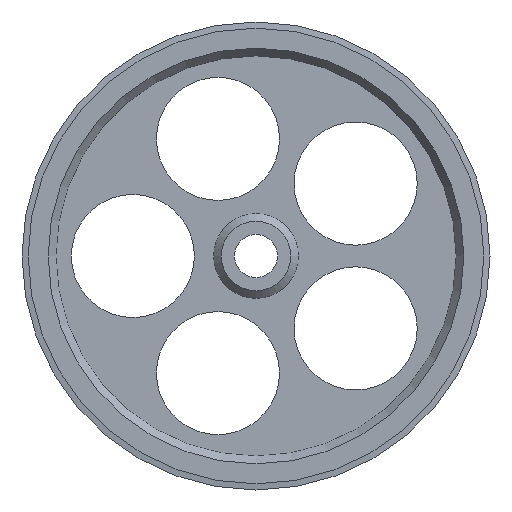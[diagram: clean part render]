
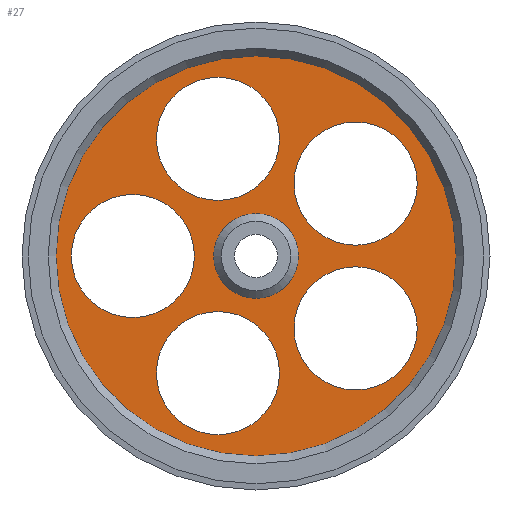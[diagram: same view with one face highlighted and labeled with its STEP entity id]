
A CAD part, left-side view. The second image highlights one B-rep face of the part: STEP entity #27.
In plain terms, the highlighted planar face has unit normal (-1, 0, 0).
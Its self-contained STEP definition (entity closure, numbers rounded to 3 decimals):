
#4 = EDGE_CURVE ( 'NONE', #172, #172, #53, .T. ) ;
#9 = VERTEX_POINT ( 'NONE', #222 ) ;
#16 = CARTESIAN_POINT ( 'NONE',  ( -2.5, -24.721, 47.023 ) ) ;
#27 = ADVANCED_FACE ( 'NONE', ( #545, #157, #640, #61, #667, #662, #127 ), #467, .F. ) ;
#29 = DIRECTION ( 'NONE',  ( 1., 0., 0. ) ) ;
#44 = DIRECTION ( 'NONE',  ( 0., 1., 0. ) ) ;
#53 = CIRCLE ( 'NONE', #492, 40. ) ;
#61 = FACE_BOUND ( 'NONE', #246, .T. ) ;
#97 = EDGE_LOOP ( 'NONE', ( #475 ) ) ;
#112 = VERTEX_POINT ( 'NONE', #495 ) ;
#127 = FACE_OUTER_BOUND ( 'NONE', #134, .T. ) ;
#134 = EDGE_LOOP ( 'NONE', ( #374 ) ) ;
#138 = CARTESIAN_POINT ( 'NONE',  ( -2.5, 80., 0. ) ) ;
#146 = DIRECTION ( 'NONE',  ( 0., 1., 0. ) ) ;
#155 = DIRECTION ( 'NONE',  ( 0., -1., 0. ) ) ;
#157 = FACE_BOUND ( 'NONE', #352, .T. ) ;
#165 = AXIS2_PLACEMENT_3D ( 'NONE', #476, #582, #44 ) ;
#172 = VERTEX_POINT ( 'NONE', #282 ) ;
#180 = EDGE_CURVE ( 'NONE', #553, #553, #511, .T. ) ;
#185 = CIRCLE ( 'NONE', #586, 40. ) ;
#187 = CARTESIAN_POINT ( 'NONE',  ( -2.5, 27.5, 0. ) ) ;
#195 = CARTESIAN_POINT ( 'NONE',  ( -2.5, 0., 0. ) ) ;
#199 = CIRCLE ( 'NONE', #165, 40. ) ;
#206 = DIRECTION ( 'NONE',  ( 1., 0., 0. ) ) ;
#209 = EDGE_CURVE ( 'NONE', #608, #608, #199, .T. ) ;
#218 = AXIS2_PLACEMENT_3D ( 'NONE', #195, #437, #155 ) ;
#220 = AXIS2_PLACEMENT_3D ( 'NONE', #689, #206, #624 ) ;
#222 = CARTESIAN_POINT ( 'NONE',  ( -2.5, -130., 0. ) ) ;
#238 = ORIENTED_EDGE ( 'NONE', *, *, #209, .T. ) ;
#239 = DIRECTION ( 'NONE',  ( 0., 1., 0. ) ) ;
#246 = EDGE_LOOP ( 'NONE', ( #418 ) ) ;
#269 = AXIS2_PLACEMENT_3D ( 'NONE', #187, #288, #554 ) ;
#271 = CARTESIAN_POINT ( 'NONE',  ( -2.5, 64.721, 76.085 ) ) ;
#274 = VERTEX_POINT ( 'NONE', #16 ) ;
#282 = CARTESIAN_POINT ( 'NONE',  ( -2.5, -24.721, -47.023 ) ) ;
#288 = DIRECTION ( 'NONE',  ( 1., 0., 0. ) ) ;
#289 = CIRCLE ( 'NONE', #218, 130. ) ;
#296 = DIRECTION ( 'NONE',  ( 0., -1., 0. ) ) ;
#299 = EDGE_CURVE ( 'NONE', #274, #274, #571, .T. ) ;
#301 = ORIENTED_EDGE ( 'NONE', *, *, #299, .T. ) ;
#314 = CARTESIAN_POINT ( 'NONE',  ( -2.5, 24.721, -76.085 ) ) ;
#322 = DIRECTION ( 'NONE',  ( -1., 0., 0. ) ) ;
#328 = EDGE_LOOP ( 'NONE', ( #517 ) ) ;
#335 = EDGE_CURVE ( 'NONE', #392, #392, #185, .T. ) ;
#340 = EDGE_CURVE ( 'NONE', #112, #112, #677, .T. ) ;
#348 = CARTESIAN_POINT ( 'NONE',  ( -2.5, 64.721, -76.085 ) ) ;
#352 = EDGE_LOOP ( 'NONE', ( #301 ) ) ;
#374 = ORIENTED_EDGE ( 'NONE', *, *, #406, .T. ) ;
#376 = CARTESIAN_POINT ( 'NONE',  ( -2.5, 0., 0. ) ) ;
#392 = VERTEX_POINT ( 'NONE', #348 ) ;
#397 = DIRECTION ( 'NONE',  ( 1., 0., 0. ) ) ;
#405 = CARTESIAN_POINT ( 'NONE',  ( -2.5, -27.5, 0. ) ) ;
#406 = EDGE_CURVE ( 'NONE', #9, #9, #289, .T. ) ;
#418 = ORIENTED_EDGE ( 'NONE', *, *, #335, .T. ) ;
#426 = AXIS2_PLACEMENT_3D ( 'NONE', #376, #322, #296 ) ;
#437 = DIRECTION ( 'NONE',  ( -1., 0., 0. ) ) ;
#467 = PLANE ( 'NONE',  #269 ) ;
#475 = ORIENTED_EDGE ( 'NONE', *, *, #340, .T. ) ;
#476 = CARTESIAN_POINT ( 'NONE',  ( -2.5, 24.721, 76.085 ) ) ;
#492 = AXIS2_PLACEMENT_3D ( 'NONE', #699, #397, #601 ) ;
#495 = CARTESIAN_POINT ( 'NONE',  ( -2.5, 120., 0. ) ) ;
#511 = CIRCLE ( 'NONE', #426, 27.5 ) ;
#517 = ORIENTED_EDGE ( 'NONE', *, *, #4, .T. ) ;
#545 = FACE_BOUND ( 'NONE', #623, .T. ) ;
#553 = VERTEX_POINT ( 'NONE', #405 ) ;
#554 = DIRECTION ( 'NONE',  ( 0., 1., 0. ) ) ;
#571 = CIRCLE ( 'NONE', #220, 40. ) ;
#582 = DIRECTION ( 'NONE',  ( 1., 0., 0. ) ) ;
#586 = AXIS2_PLACEMENT_3D ( 'NONE', #314, #29, #239 ) ;
#601 = DIRECTION ( 'NONE',  ( 0., 1., 0. ) ) ;
#608 = VERTEX_POINT ( 'NONE', #271 ) ;
#623 = EDGE_LOOP ( 'NONE', ( #238 ) ) ;
#624 = DIRECTION ( 'NONE',  ( 0., 1., 0. ) ) ;
#630 = DIRECTION ( 'NONE',  ( 1., 0., 0. ) ) ;
#639 = AXIS2_PLACEMENT_3D ( 'NONE', #138, #630, #146 ) ;
#640 = FACE_BOUND ( 'NONE', #328, .T. ) ;
#662 = FACE_BOUND ( 'NONE', #695, .T. ) ;
#667 = FACE_BOUND ( 'NONE', #97, .T. ) ;
#677 = CIRCLE ( 'NONE', #639, 40. ) ;
#682 = ORIENTED_EDGE ( 'NONE', *, *, #180, .F. ) ;
#689 = CARTESIAN_POINT ( 'NONE',  ( -2.5, -64.721, 47.023 ) ) ;
#695 = EDGE_LOOP ( 'NONE', ( #682 ) ) ;
#699 = CARTESIAN_POINT ( 'NONE',  ( -2.5, -64.721, -47.023 ) ) ;
